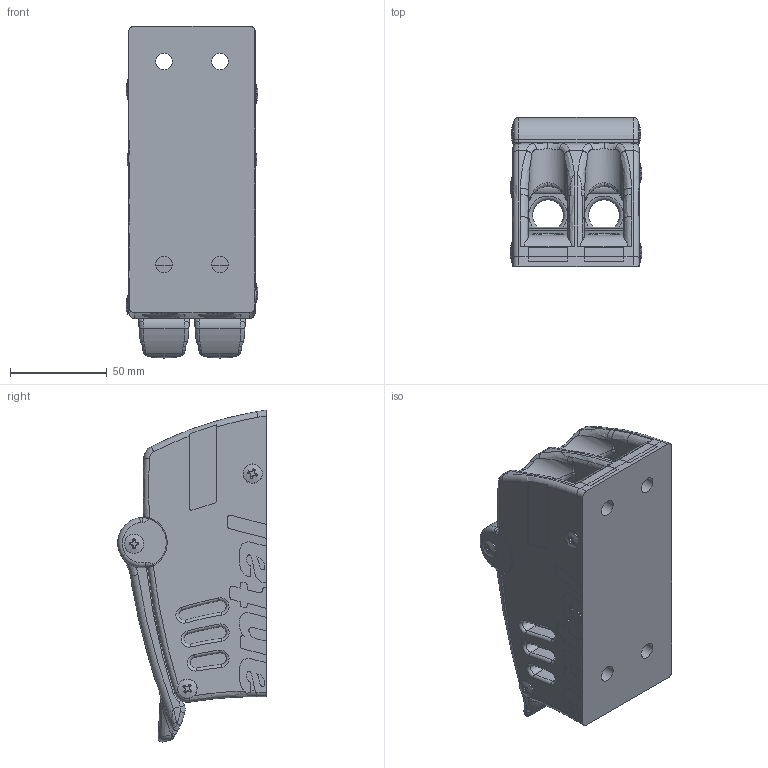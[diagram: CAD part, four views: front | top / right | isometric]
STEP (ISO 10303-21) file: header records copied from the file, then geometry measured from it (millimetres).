
FILE_DESCRIPTION(/* description */ (''),/* implementation_level */ '2;1');
FILE_NAME(/* name */ '512.123.stp',/* time_stamp */ '2024-04-04T11:55:56+02:00',/* author */ ('francesca'),/* organization */ (''),/* preprocessor_version */ 'ST-DEVELOPER v19.2',/* originating_system */ 'Autodesk Inventor 2023',/* authorisation */ '');
FILE_SCHEMA (('AUTOMOTIVE_DESIGN { 1 0 10303 214 3 1 1 }'));
Length unit declared in the file: millimetre
Products named in the file (1): 512.123
Bounding box: 68.3 x 77.02 x 171.91 mm (x, y, z)
Volume: 401883.5 mm3; surface area: 86209.4 mm2
Topology: 1 solids, 1 shells, 886 faces, 2509 edges, 1609 vertices
Faces by surface type: cylinder 305, plane 241, torus 157, bspline 145, cone 32, sphere 6
Full cylindrical faces by diameter (mm): 8.5 x4, 10 x8, 16.2 x4
Entity records: 38589 total; most frequent: CARTESIAN_POINT 16459, ORIENTED_EDGE 4994, DIRECTION 4340, EDGE_CURVE 2497, AXIS2_PLACEMENT_3D 1756, VERTEX_POINT 1609, CIRCLE 985, EDGE_LOOP 922
